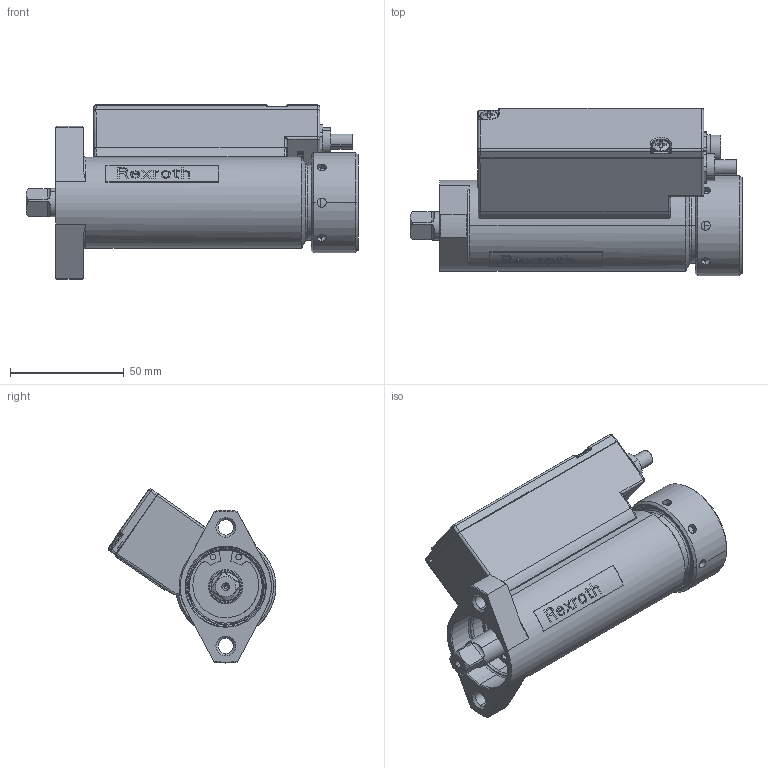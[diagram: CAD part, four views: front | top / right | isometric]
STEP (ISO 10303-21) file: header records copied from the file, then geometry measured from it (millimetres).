
FILE_DESCRIPTION((''),'2;1');
FILE_NAME('0608820112_3DMC017_ASM','2009-09-14T',('dim2mt'),(''),'PRO/ENGINEER BY PARAMETRIC TECHNOLOGY CORPORATION, 2006020','PRO/ENGINEER BY PARAMETRIC TECHNOLOGY CORPORATION, 2006020','');
FILE_SCHEMA(('AUTOMOTIVE_DESIGN_CC2 { 1 2 10303 214 -1 1 5 2 }'));
Length unit declared in the file: millimetre
Products named in the file (3): 0608820112_3DMC017; EINBAU_KSYS; 0608820112_3DMC017_ASM
Assembly tree (2 placements, depth 2):
  0608820112_3DMC017_ASM
    0608820112_3DMC017
    EINBAU_KSYS
Bounding box: 145.7 x 73.65 x 76.38 mm (x, y, z)
Surface area: 46260.7 mm2 (no closed solid volume)
Topology: 0 solids, 1 shells, 1986 faces, 5748 edges, 3769 vertices
Faces by surface type: plane 1427, cylinder 333, cone 126, torus 47, bspline 40, sphere 13
Entity records: 85556 total; most frequent: CARTESIAN_POINT 20486, ORIENTED_EDGE 11458, DIRECTION 9821, EDGE_CURVE 5731, VERTEX_POINT 3769, VECTOR 3535, LINE 3535, AXIS2_PLACEMENT_3D 3143
